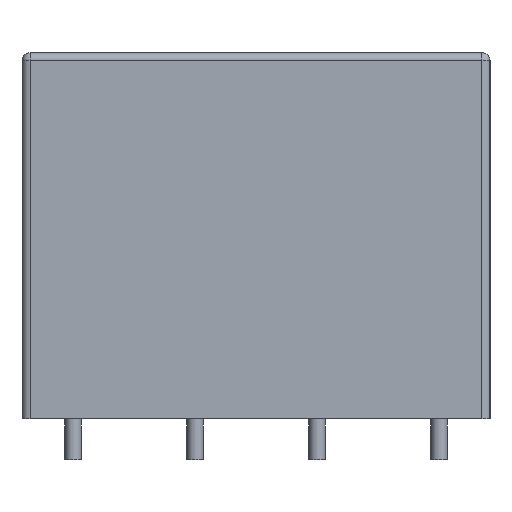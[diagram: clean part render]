
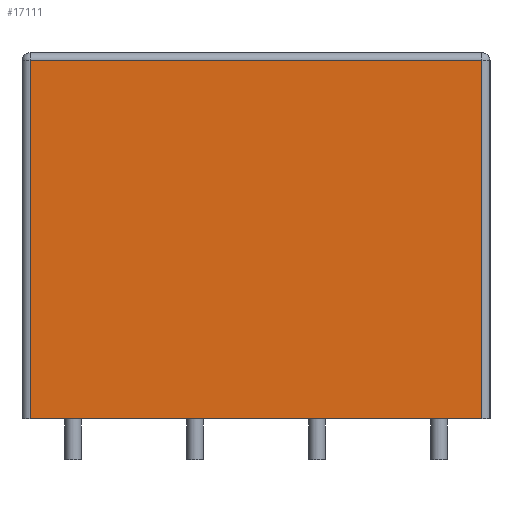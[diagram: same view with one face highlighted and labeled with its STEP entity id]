
A CAD part, left-side view. The second image highlights one B-rep face of the part: STEP entity #17111.
In plain terms, the highlighted planar face has unit normal (-1, 0, 0).
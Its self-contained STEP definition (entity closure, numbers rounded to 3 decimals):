
#2123=FACE_OUTER_BOUND('',#3150,.T.);
#3150=EDGE_LOOP('',(#15518,#15519,#15520,#15521));
#4867=LINE('',#31050,#6588);
#4870=LINE('',#31063,#6591);
#4872=LINE('',#31067,#6593);
#4876=LINE('',#31076,#6597);
#6588=VECTOR('',#20775,10.);
#6591=VECTOR('',#20790,10.);
#6593=VECTOR('',#20796,10.);
#6597=VECTOR('',#20810,10.);
#8214=VERTEX_POINT('',#31043);
#8216=VERTEX_POINT('',#31048);
#8217=VERTEX_POINT('',#31053);
#8219=VERTEX_POINT('',#31059);
#10645=EDGE_CURVE('',#8216,#8214,#4867,.T.);
#10652=EDGE_CURVE('',#8217,#8219,#4870,.T.);
#10654=EDGE_CURVE('',#8214,#8217,#4872,.T.);
#10658=EDGE_CURVE('',#8219,#8216,#4876,.T.);
#15518=ORIENTED_EDGE('',*,*,#10645,.F.);
#15519=ORIENTED_EDGE('',*,*,#10658,.F.);
#15520=ORIENTED_EDGE('',*,*,#10652,.F.);
#15521=ORIENTED_EDGE('',*,*,#10654,.F.);
#16097=PLANE('',#17784);
#17111=ADVANCED_FACE('',(#2123),#16097,.T.);
#17784=AXIS2_PLACEMENT_3D('',#31075,#20808,#20809);
#20775=DIRECTION('',(0.,0.,1.));
#20790=DIRECTION('',(0.,0.,-1.));
#20796=DIRECTION('',(0.,-1.,0.));
#20808=DIRECTION('center_axis',(-1.,0.,0.));
#20809=DIRECTION('ref_axis',(0.,-1.,0.));
#20810=DIRECTION('',(0.,1.,0.));
#31043=CARTESIAN_POINT('',(-19.,11.1,17.6));
#31048=CARTESIAN_POINT('',(-19.,11.1,0.));
#31050=CARTESIAN_POINT('',(-19.,11.1,0.));
#31053=CARTESIAN_POINT('',(-19.,-11.1,17.6));
#31059=CARTESIAN_POINT('',(-19.,-11.1,0.));
#31063=CARTESIAN_POINT('',(-19.,-11.1,0.));
#31067=CARTESIAN_POINT('',(-19.,5.75,17.6));
#31075=CARTESIAN_POINT('Origin',(-19.,11.5,0.));
#31076=CARTESIAN_POINT('',(-19.,-11.5,0.));
